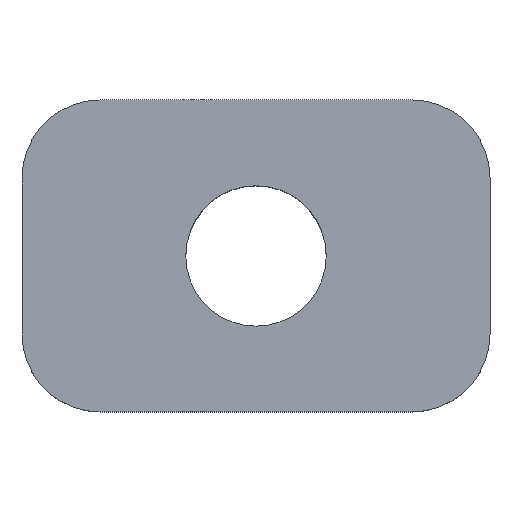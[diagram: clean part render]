
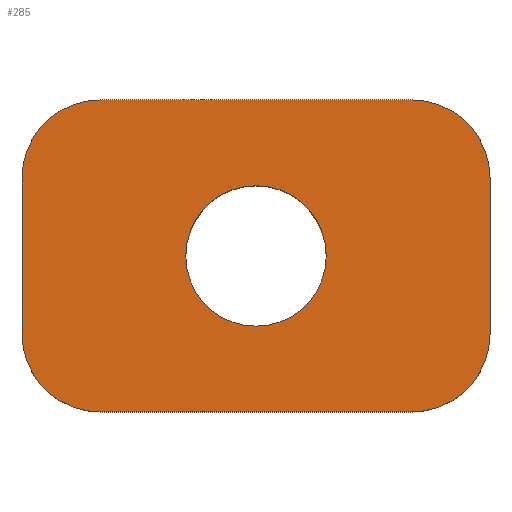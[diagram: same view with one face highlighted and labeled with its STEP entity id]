
A CAD part, top view. The second image highlights one B-rep face of the part: STEP entity #285.
In plain terms, the highlighted planar face has unit normal (0, 0, 1).
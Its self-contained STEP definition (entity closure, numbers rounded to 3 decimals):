
#16=FACE_BOUND('',#54,.T.);
#23=PLANE('',#331);
#36=FACE_OUTER_BOUND('',#53,.T.);
#53=EDGE_LOOP('',(#235,#236,#237,#238,#239,#240,#241,#242));
#54=EDGE_LOOP('',(#243));
#70=LINE('',#463,#95);
#75=LINE('',#477,#100);
#78=LINE('',#484,#103);
#79=LINE('',#486,#104);
#95=VECTOR('',#372,10.);
#100=VECTOR('',#387,10.);
#103=VECTOR('',#396,10.);
#104=VECTOR('',#399,10.);
#112=CIRCLE('',#313,10.);
#119=CIRCLE('',#323,10.);
#120=CIRCLE('',#325,10.);
#121=CIRCLE('',#328,10.);
#122=CIRCLE('',#332,9.);
#126=VERTEX_POINT('',#431);
#127=VERTEX_POINT('',#432);
#140=VERTEX_POINT('',#462);
#141=VERTEX_POINT('',#466);
#142=VERTEX_POINT('',#470);
#143=VERTEX_POINT('',#471);
#144=VERTEX_POINT('',#476);
#145=VERTEX_POINT('',#480);
#146=VERTEX_POINT('',#488);
#152=EDGE_CURVE('',#126,#127,#112,.T.);
#167=EDGE_CURVE('',#127,#140,#70,.T.);
#169=EDGE_CURVE('',#140,#141,#119,.T.);
#171=EDGE_CURVE('',#142,#143,#120,.T.);
#174=EDGE_CURVE('',#143,#144,#75,.T.);
#176=EDGE_CURVE('',#144,#145,#121,.T.);
#178=EDGE_CURVE('',#141,#142,#78,.T.);
#179=EDGE_CURVE('',#145,#126,#79,.T.);
#180=EDGE_CURVE('',#146,#146,#122,.T.);
#235=ORIENTED_EDGE('',*,*,#152,.F.);
#236=ORIENTED_EDGE('',*,*,#179,.F.);
#237=ORIENTED_EDGE('',*,*,#176,.F.);
#238=ORIENTED_EDGE('',*,*,#174,.F.);
#239=ORIENTED_EDGE('',*,*,#171,.F.);
#240=ORIENTED_EDGE('',*,*,#178,.F.);
#241=ORIENTED_EDGE('',*,*,#169,.F.);
#242=ORIENTED_EDGE('',*,*,#167,.F.);
#243=ORIENTED_EDGE('',*,*,#180,.T.);
#285=ADVANCED_FACE('',(#36,#16),#23,.T.);
#313=AXIS2_PLACEMENT_3D('',#433,#346,#347);
#323=AXIS2_PLACEMENT_3D('',#467,#376,#377);
#325=AXIS2_PLACEMENT_3D('',#472,#381,#382);
#328=AXIS2_PLACEMENT_3D('',#481,#391,#392);
#331=AXIS2_PLACEMENT_3D('',#487,#400,#401);
#332=AXIS2_PLACEMENT_3D('',#489,#402,#403);
#346=DIRECTION('center_axis',(0.,0.,-1.));
#347=DIRECTION('ref_axis',(0.707,0.707,0.));
#372=DIRECTION('',(0.,-1.,0.));
#376=DIRECTION('center_axis',(0.,0.,-1.));
#377=DIRECTION('ref_axis',(0.707,-0.707,0.));
#381=DIRECTION('center_axis',(0.,0.,-1.));
#382=DIRECTION('ref_axis',(-0.707,-0.707,0.));
#387=DIRECTION('',(0.,1.,0.));
#391=DIRECTION('center_axis',(0.,0.,-1.));
#392=DIRECTION('ref_axis',(-0.707,0.707,0.));
#396=DIRECTION('',(-1.,0.,0.));
#399=DIRECTION('',(1.,0.,0.));
#400=DIRECTION('center_axis',(0.,0.,1.));
#401=DIRECTION('ref_axis',(1.,0.,0.));
#402=DIRECTION('center_axis',(0.,0.,-1.));
#403=DIRECTION('ref_axis',(-1.,0.,0.));
#431=CARTESIAN_POINT('',(20.,20.,11.25));
#432=CARTESIAN_POINT('',(30.,10.,11.25));
#433=CARTESIAN_POINT('Origin',(20.,10.,11.25));
#462=CARTESIAN_POINT('',(30.,-10.,11.25));
#463=CARTESIAN_POINT('',(30.,20.,11.25));
#466=CARTESIAN_POINT('',(20.,-20.,11.25));
#467=CARTESIAN_POINT('Origin',(20.,-10.,11.25));
#470=CARTESIAN_POINT('',(-20.,-20.,11.25));
#471=CARTESIAN_POINT('',(-30.,-10.,11.25));
#472=CARTESIAN_POINT('Origin',(-20.,-10.,11.25));
#476=CARTESIAN_POINT('',(-30.,10.,11.25));
#477=CARTESIAN_POINT('',(-30.,-20.,11.25));
#480=CARTESIAN_POINT('',(-20.,20.,11.25));
#481=CARTESIAN_POINT('Origin',(-20.,10.,11.25));
#484=CARTESIAN_POINT('',(30.,-20.,11.25));
#486=CARTESIAN_POINT('',(-30.,20.,11.25));
#487=CARTESIAN_POINT('Origin',(0.,0.,
11.25));
#488=CARTESIAN_POINT('',(9.,0.,11.25));
#489=CARTESIAN_POINT('Origin',(0.,0.,11.25));
